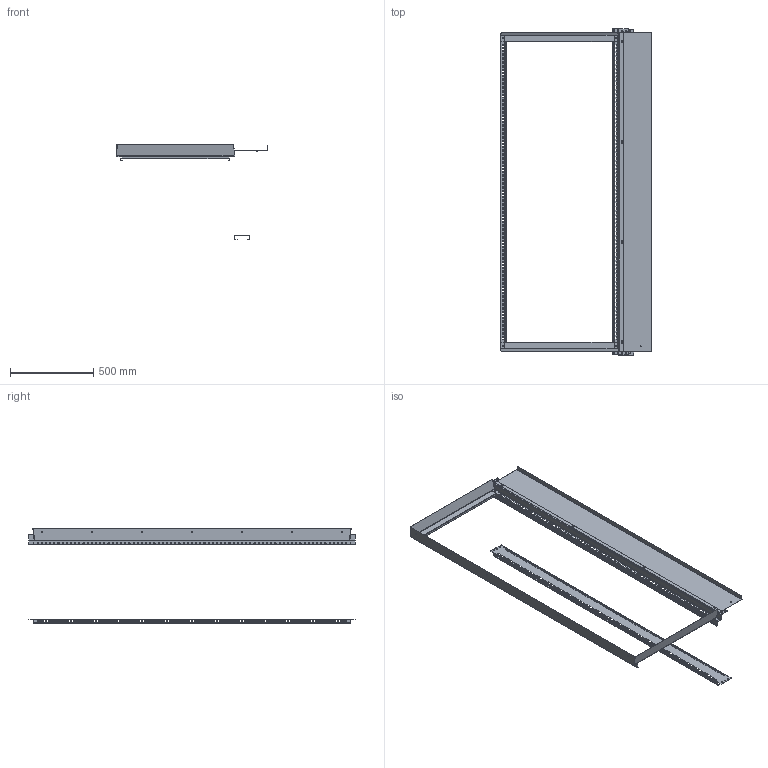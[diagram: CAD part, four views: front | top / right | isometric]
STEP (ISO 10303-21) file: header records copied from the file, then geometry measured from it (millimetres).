
FILE_DESCRIPTION((''),'2;1');
FILE_NAME('BTM200100_E200.stp','2016-11-04T14:47:28',('User'),( 'SDRC'),'I-DEAS Master Series 9','UNIX','Yes');
FILE_SCHEMA(('CONFIG_CONTROL_DESIGN', 'GEOMETRIC_VALIDATION_PROPERTIES_MIM','SHAPE_APPEARANCE_LAYER_MIM'));
Length unit declared in the file: millimetre
Assembly tree (8 placements, depth 0):
Bounding box: 910 x 1954 x 568.5 mm (x, y, z)
Volume: 1858658 mm3; surface area: 2717644.8 mm2
Topology: 7 solids, 7 shells, 2472 faces, 7388 edges, 4955 vertices
Faces by surface type: bspline 2472
Entity records: 87947 total; most frequent: CARTESIAN_POINT 40585, ORIENTED_EDGE 14580, EDGE_CURVE 7290, QUASI_UNIFORM_CURVE 6120, VERTEX_POINT 4857, EDGE_LOOP 4439, FACE_OUTER_BOUND 2446, ADVANCED_FACE 2446
